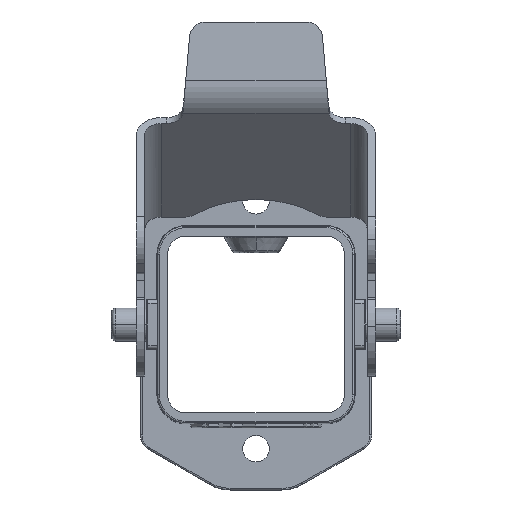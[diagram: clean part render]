
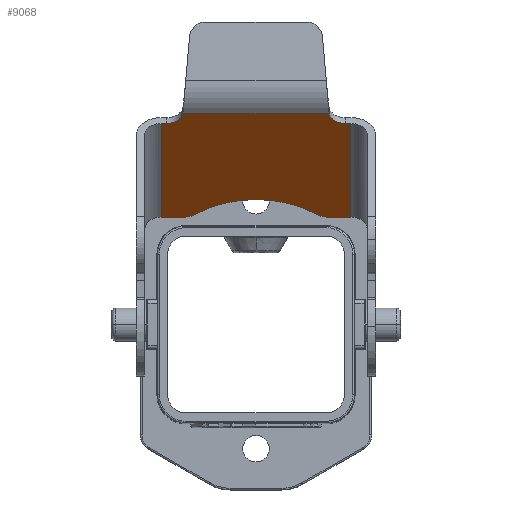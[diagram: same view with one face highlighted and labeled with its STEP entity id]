
A CAD part, top view. The second image highlights one B-rep face of the part: STEP entity #9068.
In plain terms, the highlighted planar face has unit normal (0, -0.707, 0.707).
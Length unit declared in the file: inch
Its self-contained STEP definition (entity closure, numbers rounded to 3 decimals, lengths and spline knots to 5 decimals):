
#43 = EDGE_CURVE ( 'NONE', #2923, #4757, #5798, .T. ) ;
#125 = CARTESIAN_POINT ( 'NONE',  ( 0.45276, 0.29, -0.4986 ) ) ;
#170 = LINE ( 'NONE', #910, #2227 ) ;
#240 = DIRECTION ( 'NONE',  ( -1., 0., 0. ) ) ;
#423 = CIRCLE ( 'NONE', #5979, 0.07874 ) ;
#462 = DIRECTION ( 'NONE',  ( 0., -0.707, -0.707 ) ) ;
#480 = CARTESIAN_POINT ( 'NONE',  ( -0.34095, 0.56839, -0.22021 ) ) ;
#731 = ORIENTED_EDGE ( 'NONE', *, *, #5865, .F. ) ;
#820 = VECTOR ( 'NONE', #3208, 39.37008 ) ;
#910 = CARTESIAN_POINT ( 'NONE',  ( -0.45276, 0.80502, 0.01642 ) ) ;
#912 = CARTESIAN_POINT ( 'NONE',  ( -1.03346, 0.51271, -0.27589 ) ) ;
#1028 = ORIENTED_EDGE ( 'NONE', *, *, #2632, .F. ) ;
#1331 = EDGE_LOOP ( 'NONE', ( #3323, #2786, #2933, #3160, #7864, #7004, #7179, #731, #5461, #1028, #2360, #2015 ) ) ;
#1421 = DIRECTION ( 'NONE',  ( 0., 0.707, -0.707 ) ) ;
#1471 = VERTEX_POINT ( 'NONE', #2597 ) ;
#1479 = DIRECTION ( 'NONE',  ( 0., -0.707, -0.707 ) ) ;
#1658 = LINE ( 'NONE', #912, #820 ) ;
#1718 = DIRECTION ( 'NONE',  ( 0., 0.707, -0.707 ) ) ;
#2015 = ORIENTED_EDGE ( 'NONE', *, *, #5359, .F. ) ;
#2070 = CIRCLE ( 'NONE', #2397, 0.07874 ) ;
#2227 = VECTOR ( 'NONE', #4646, 39.37008 ) ;
#2299 = CARTESIAN_POINT ( 'NONE',  ( -0.45276, 0.95814, 0.16953 ) ) ;
#2318 = LINE ( 'NONE', #9266, #6952 ) ;
#2360 = ORIENTED_EDGE ( 'NONE', *, *, #3378, .F. ) ;
#2397 = AXIS2_PLACEMENT_3D ( 'NONE', #3389, #9577, #9525 ) ;
#2551 = CARTESIAN_POINT ( 'NONE',  ( 0., 0.26217, -0.52644 ) ) ;
#2597 = CARTESIAN_POINT ( 'NONE',  ( -0.45276, 0.51271, -0.27589 ) ) ;
#2632 = EDGE_CURVE ( 'NONE', #7784, #7042, #8282, .T. ) ;
#2786 = ORIENTED_EDGE ( 'NONE', *, *, #3183, .F. ) ;
#2879 = CIRCLE ( 'NONE', #8100, 0.47244 ) ;
#2923 = VERTEX_POINT ( 'NONE', #8519 ) ;
#2933 = ORIENTED_EDGE ( 'NONE', *, *, #8444, .F. ) ;
#3160 = ORIENTED_EDGE ( 'NONE', *, *, #4180, .F. ) ;
#3183 = EDGE_CURVE ( 'NONE', #8160, #3976, #423, .T. ) ;
#3208 = DIRECTION ( 'NONE',  ( -1., 0., 0. ) ) ;
#3243 = DIRECTION ( 'NONE',  ( 0., -0.707, 0.707 ) ) ;
#3313 = EDGE_CURVE ( 'NONE', #7042, #6941, #2318, .T. ) ;
#3323 = ORIENTED_EDGE ( 'NONE', *, *, #5138, .F. ) ;
#3378 = EDGE_CURVE ( 'NONE', #5622, #7784, #3909, .T. ) ;
#3389 = CARTESIAN_POINT ( 'NONE',  ( 0.42648, 1.01381, 0.22521 ) ) ;
#3441 = DIRECTION ( 'NONE',  ( 0., -0.707, 0.707 ) ) ;
#3636 = AXIS2_PLACEMENT_3D ( 'NONE', #6331, #8606, #5492 ) ;
#3909 = LINE ( 'NONE', #6934, #8999 ) ;
#3958 = PLANE ( 'NONE',  #8743 ) ;
#3976 = VERTEX_POINT ( 'NONE', #5411 ) ;
#4034 = DIRECTION ( 'NONE',  ( 0., -0.707, -0.707 ) ) ;
#4107 = CARTESIAN_POINT ( 'NONE',  ( -1.03346, 0.80502, 0.01642 ) ) ;
#4180 = EDGE_CURVE ( 'NONE', #9395, #4448, #4912, .T. ) ;
#4448 = VERTEX_POINT ( 'NONE', #5723 ) ;
#4646 = DIRECTION ( 'NONE',  ( 0., 0.707, 0.707 ) ) ;
#4757 = VERTEX_POINT ( 'NONE', #7243 ) ;
#4759 = CARTESIAN_POINT ( 'NONE',  ( -1.03346, 0.51271, -0.27589 ) ) ;
#4903 = CARTESIAN_POINT ( 'NONE',  ( -1.03346, 0.95814, 0.16953 ) ) ;
#4912 = CIRCLE ( 'NONE', #3636, 0.07874 ) ;
#5138 = EDGE_CURVE ( 'NONE', #3976, #1471, #8767, .T. ) ;
#5359 = EDGE_CURVE ( 'NONE', #1471, #5622, #170, .T. ) ;
#5411 = CARTESIAN_POINT ( 'NONE',  ( -0.34095, 0.51271, -0.27589 ) ) ;
#5461 = ORIENTED_EDGE ( 'NONE', *, *, #3313, .F. ) ;
#5492 = DIRECTION ( 'NONE',  ( 0., -0.707, -0.707 ) ) ;
#5499 = CARTESIAN_POINT ( 'NONE',  ( 0.45276, 0.51271, -0.27589 ) ) ;
#5546 = VECTOR ( 'NONE', #240, 39.37008 ) ;
#5622 = VERTEX_POINT ( 'NONE', #2299 ) ;
#5723 = CARTESIAN_POINT ( 'NONE',  ( 0.29225, 0.52465, -0.26396 ) ) ;
#5746 = VECTOR ( 'NONE', #6096, 39.37008 ) ;
#5798 = LINE ( 'NONE', #4903, #9033 ) ;
#5865 = EDGE_CURVE ( 'NONE', #6941, #2923, #2070, .T. ) ;
#5979 = AXIS2_PLACEMENT_3D ( 'NONE', #480, #1421, #1479 ) ;
#6036 = CARTESIAN_POINT ( 'NONE',  ( -0.29225, 0.52465, -0.26396 ) ) ;
#6096 = DIRECTION ( 'NONE',  ( 0., 0.707, 0.707 ) ) ;
#6331 = CARTESIAN_POINT ( 'NONE',  ( 0.34095, 0.56839, -0.22021 ) ) ;
#6892 = EDGE_CURVE ( 'NONE', #9082, #4757, #6925, .T. ) ;
#6925 = LINE ( 'NONE', #125, #5746 ) ;
#6934 = CARTESIAN_POINT ( 'NONE',  ( -1.03346, 0.95814, 0.16953 ) ) ;
#6941 = VERTEX_POINT ( 'NONE', #8036 ) ;
#6952 = VECTOR ( 'NONE', #7678, 39.37008 ) ;
#7004 = ORIENTED_EDGE ( 'NONE', *, *, #6892, .T. ) ;
#7042 = VERTEX_POINT ( 'NONE', #8974 ) ;
#7179 = ORIENTED_EDGE ( 'NONE', *, *, #43, .F. ) ;
#7243 = CARTESIAN_POINT ( 'NONE',  ( 0.45276, 0.95814, 0.16953 ) ) ;
#7331 = DIRECTION ( 'NONE',  ( 1., 0., 0. ) ) ;
#7533 = FACE_OUTER_BOUND ( 'NONE', #1331, .T. ) ;
#7656 = CARTESIAN_POINT ( 'NONE',  ( -0.42648, 1.01381, 0.22521 ) ) ;
#7678 = DIRECTION ( 'NONE',  ( 1., 0., 0. ) ) ;
#7718 = DIRECTION ( 'NONE',  ( 1., 0., 0. ) ) ;
#7784 = VERTEX_POINT ( 'NONE', #8163 ) ;
#7864 = ORIENTED_EDGE ( 'NONE', *, *, #8297, .F. ) ;
#8036 = CARTESIAN_POINT ( 'NONE',  ( 0.34883, 1.00458, 0.21598 ) ) ;
#8100 = AXIS2_PLACEMENT_3D ( 'NONE', #2551, #3441, #462 ) ;
#8160 = VERTEX_POINT ( 'NONE', #6036 ) ;
#8163 = CARTESIAN_POINT ( 'NONE',  ( -0.42648, 0.95814, 0.16953 ) ) ;
#8282 = CIRCLE ( 'NONE', #8599, 0.07874 ) ;
#8297 = EDGE_CURVE ( 'NONE', #9082, #9395, #1658, .T. ) ;
#8444 = EDGE_CURVE ( 'NONE', #4448, #8160, #2879, .T. ) ;
#8519 = CARTESIAN_POINT ( 'NONE',  ( 0.42648, 0.95814, 0.16953 ) ) ;
#8599 = AXIS2_PLACEMENT_3D ( 'NONE', #7656, #3243, #4034 ) ;
#8606 = DIRECTION ( 'NONE',  ( 0., 0.707, -0.707 ) ) ;
#8743 = AXIS2_PLACEMENT_3D ( 'NONE', #4107, #1718, #9269 ) ;
#8767 = LINE ( 'NONE', #4759, #5546 ) ;
#8974 = CARTESIAN_POINT ( 'NONE',  ( -0.34883, 1.00458, 0.21598 ) ) ;
#8997 = CARTESIAN_POINT ( 'NONE',  ( 0.34095, 0.51271, -0.27589 ) ) ;
#8999 = VECTOR ( 'NONE', #7718, 39.37008 ) ;
#9033 = VECTOR ( 'NONE', #7331, 39.37008 ) ;
#9068 = ADVANCED_FACE ( 'NONE', ( #7533 ), #3958, .F. ) ;
#9082 = VERTEX_POINT ( 'NONE', #5499 ) ;
#9266 = CARTESIAN_POINT ( 'NONE',  ( -1.03346, 1.00458, 0.21598 ) ) ;
#9269 = DIRECTION ( 'NONE',  ( 0., 0.707, 0.707 ) ) ;
#9395 = VERTEX_POINT ( 'NONE', #8997 ) ;
#9525 = DIRECTION ( 'NONE',  ( 0., -0.707, -0.707 ) ) ;
#9577 = DIRECTION ( 'NONE',  ( 0., -0.707, 0.707 ) ) ;
